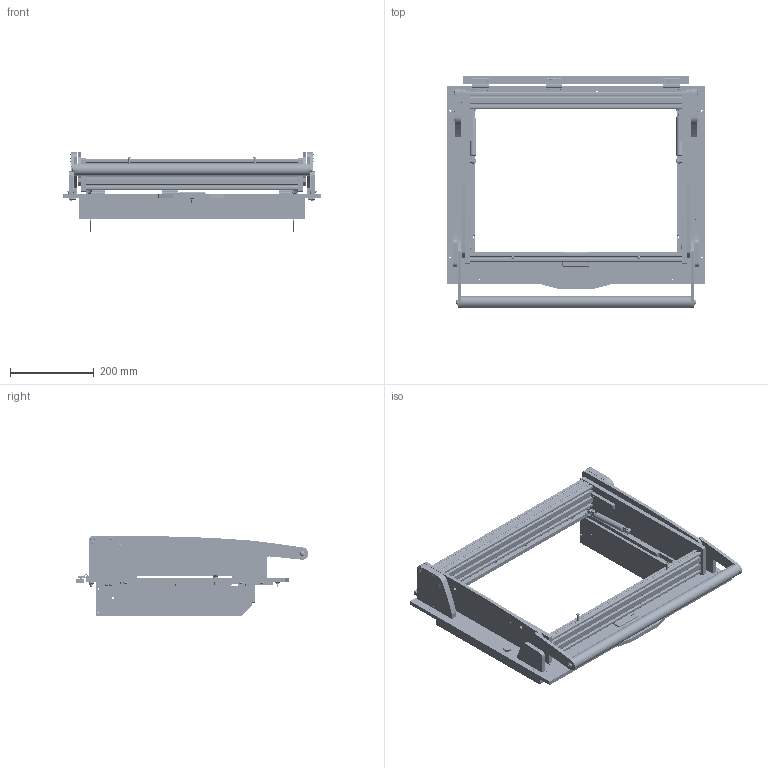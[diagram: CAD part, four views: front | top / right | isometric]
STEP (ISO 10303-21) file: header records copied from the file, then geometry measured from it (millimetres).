
FILE_DESCRIPTION (( 'STEP AP214' ), '1' );
FILE_NAME ('48370~4.STEP', '2017-04-25T11:18:11', ( '' ), ( '' ), 'SwSTEP 2.0', 'SolidWorks 2016', '' );
FILE_SCHEMA (( 'AUTOMOTIVE_DESIGN' ));
Length unit declared in the file: millimetre
Products named in the file (58): 3012~0_S; 37792~1_S; 34328~1_S; 3381~0; 48727~1_S; DIN6325~n_06,0m6x012; 47523~0_S; 53031~0_S; 48376~0_S; 48726~2_S; 2281~0_180ø<Standard>; DIN125~n_05,3 M05,0 Fase; 3521~0_Spring Pin ISO 8752 - 3 x 16 - St; DIN125~n_06,4 M06,0 Fase; 35727~1_KUNDE<S>; 8333~0; DIN912~n_M04,0x025; 39894~2_KUNDE<S>; 37967~0_L„nge_125 min <Standard>; 48509~1_S; 31447~7_S; DIN912~n_M06,0x016; DIN7991~n_M05,0x020; 3010~0; ISO7380~n_M05,0x010; ISO7380~n_M04,0x020; 32339~4_S; K_02037~0_Standard ohne Dyn Punkt<Standard>; 48370~4; 4824~0; 32341~6_S; 31788~0; 3011~0; 36027~3_S; DIN912~n_M04,0x020; 48371~3_KUNDE<S>; DIN6325~n_04,0m6x016; K_33808~0_4 m6 x 12; 38001~8; DIN7991~n_M05,0x025 ...
Assembly tree (181 placements, depth 4):
  48370~4
    48371~3_KUNDE<S>
      31444~11_KUNDE<S>
      31446~12_KUNDE<S>
      34328~1_S  x2
      37792~1_S
      31442~5_mit Zentrierstifen <S>
      3381~0  x2
      ISO7380~n_M04,0x020  x2
      ISO7380~n_M05,0x010  x2
      DIN7991~n_M05,0x020  x10
      DIN125~n_05,3 M05,0 Fase  x2
      3521~0_Spring Pin ISO 8752 - 3 x 16 - St  x4
    48374~3_S
      38001~8
      48376~0_S
      37972~3_S
      37971~6_S
      48509~1_S
      2281~0_180ø<Standard>  x3
        2281~0
      32341~6_S
      53031~0_S
      DIN7991~n_M05,0x016  x8
      DIN7991~n_M05,0x020  x6
      DIN7991~n_M05,0x025  x6
      DIN125~n_05,3 M05,0 Fase  x10
      8333~0  x10
      DIN6325~n_04,0m6x016  x4
      DIN6325~n_06,0m6x012  x2
    31447~7_S  x2
    35727~1_KUNDE<S>  x2
    40512~5_KUNDE<S>
    40513~4_KUNDE<S>
    39894~2_KUNDE<S>
    39893~3_KUNDE<S>
    32339~4_S
    4824~0  x2
    47523~0_S  x10
    48727~1_S
      48726~2_S
      K_33808~0_4 m6 x 12
      48565~1_S
      DIN912~n_M04,0x020  x2
      3012~0_S
      3010~0  x2
      49317~0
    48728~1_S
      48726~2_S
      K_33808~0_4 m6 x 12
      48565~1_S
      3012~0_S
      3010~0  x2
      DIN912~n_M04,0x020  x2
      49317~0
    37967~0_L„nge_125 min <Standard>
    31788~0
      K_02037~0_Standard ohne Dyn Punkt<Standard>
      K_02038~0
    36027~3_S  x2
Bounding box: 616 x 554.94 x 190.06 mm (x, y, z)
Volume: 4023394.4 mm3; surface area: 1736392.9 mm2
Topology: 189 solids, 189 shells, 6359 faces, 16513 edges, 10564 vertices
Faces by surface type: plane 3100, cylinder 2089, cone 926, bspline 88, sphere 84, torus 72
Entity records: 103325 total; most frequent: CARTESIAN_POINT 23844, ORIENTED_EDGE 15748, DIRECTION 14951, EDGE_CURVE 7874, AXIS2_PLACEMENT_3D 5615, VERTEX_POINT 5140, VECTOR 3721, LINE 3721
